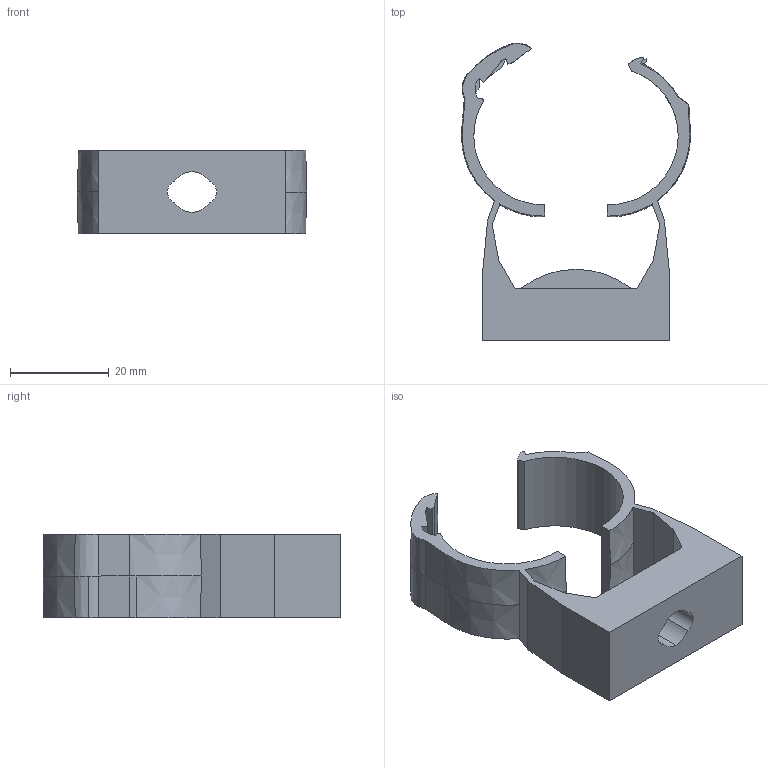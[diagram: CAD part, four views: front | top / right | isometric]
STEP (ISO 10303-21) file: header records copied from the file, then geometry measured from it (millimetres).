
FILE_DESCRIPTION (( 'STEP AP214' ), '1' );
FILE_NAME ('2146215.stp', '2017-01-10T07:34:45', ( '' ), ( '' ), 'SwSTEP 2.0', 'SolidWorks 2016', '' );
FILE_SCHEMA (( 'AUTOMOTIVE_DESIGN' ));
Length unit declared in the file: millimetre
Products named in the file (1): 2146215
Bounding box: 46.4 x 60.33 x 17 mm (x, y, z)
Volume: 12008.6 mm3; surface area: 7800.8 mm2
Topology: 1 solids, 1 shells, 92 faces, 254 edges, 164 vertices
Faces by surface type: plane 51, cylinder 22, cone 19
Entity records: 2992 total; most frequent: CARTESIAN_POINT 577, ORIENTED_EDGE 508, DIRECTION 498, EDGE_CURVE 254, AXIS2_PLACEMENT_3D 171, VERTEX_POINT 164, LINE 156, VECTOR 156
